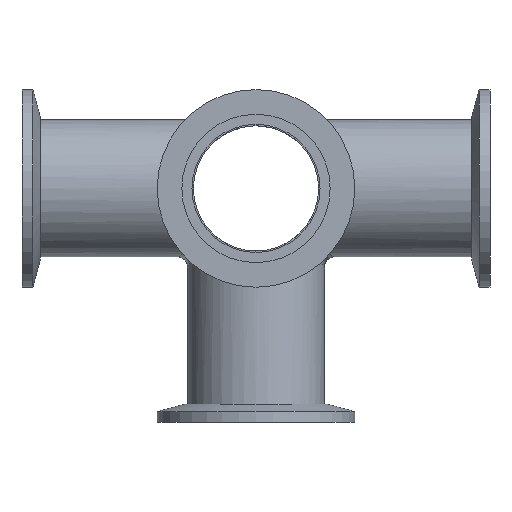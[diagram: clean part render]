
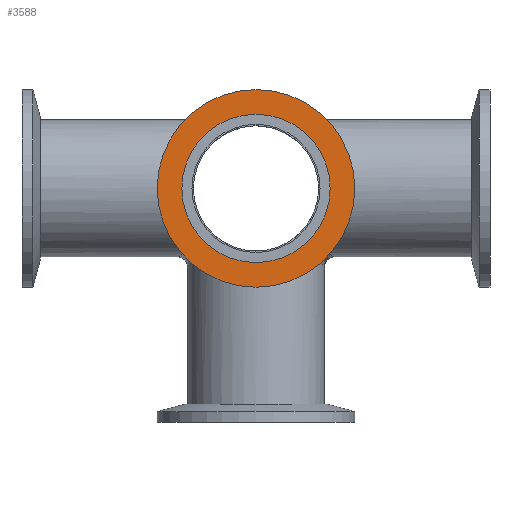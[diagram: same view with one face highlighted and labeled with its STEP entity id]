
A CAD part, front view. The second image highlights one B-rep face of the part: STEP entity #3588.
In plain terms, the highlighted face is planar.
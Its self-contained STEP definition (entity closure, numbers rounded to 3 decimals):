
#237 = CARTESIAN_POINT ( 'NONE',  ( 0., 0., -20.6 ) ) ;
#296 = FACE_OUTER_BOUND ( 'NONE', #3259, .T. ) ;
#513 = AXIS2_PLACEMENT_3D ( 'NONE', #3732, #5428, #5371 ) ;
#1248 = VERTEX_POINT ( 'NONE', #237 ) ;
#1550 = DIRECTION ( 'NONE',  ( 0., -1., 0. ) ) ;
#1915 = CARTESIAN_POINT ( 'NONE',  ( 0., 0., -27.45 ) ) ;
#1971 = CIRCLE ( 'NONE', #3290, 20.6 ) ;
#2002 = CARTESIAN_POINT ( 'NONE',  ( 0., 0., 0. ) ) ;
#2234 = FACE_BOUND ( 'NONE', #3191, .T. ) ;
#2424 = DIRECTION ( 'NONE',  ( 0., 0., -1. ) ) ;
#2859 = DIRECTION ( 'NONE',  ( 0., -1., 0. ) ) ;
#3191 = EDGE_LOOP ( 'NONE', ( #5344 ) ) ;
#3259 = EDGE_LOOP ( 'NONE', ( #3605 ) ) ;
#3290 = AXIS2_PLACEMENT_3D ( 'NONE', #2002, #1550, #2424 ) ;
#3588 = ADVANCED_FACE ( 'NONE', ( #2234, #296 ), #4917, .T. ) ;
#3605 = ORIENTED_EDGE ( 'NONE', *, *, #3925, .F. ) ;
#3616 = CARTESIAN_POINT ( 'NONE',  ( 0., 0., 0. ) ) ;
#3632 = AXIS2_PLACEMENT_3D ( 'NONE', #3616, #2859, #4062 ) ;
#3732 = CARTESIAN_POINT ( 'NONE',  ( 0., 0., 0. ) ) ;
#3815 = VERTEX_POINT ( 'NONE', #1915 ) ;
#3925 = EDGE_CURVE ( 'NONE', #3815, #3815, #4862, .T. ) ;
#4006 = EDGE_CURVE ( 'NONE', #1248, #1248, #1971, .T. ) ;
#4062 = DIRECTION ( 'NONE',  ( 0., 0., -1. ) ) ;
#4862 = CIRCLE ( 'NONE', #3632, 27.45 ) ;
#4917 = PLANE ( 'NONE',  #513 ) ;
#5344 = ORIENTED_EDGE ( 'NONE', *, *, #4006, .T. ) ;
#5371 = DIRECTION ( 'NONE',  ( 0., 0., 1. ) ) ;
#5428 = DIRECTION ( 'NONE',  ( 0., 1., 0. ) ) ;
